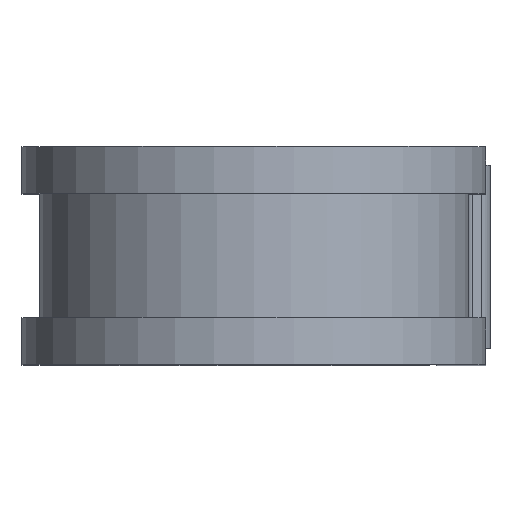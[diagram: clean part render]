
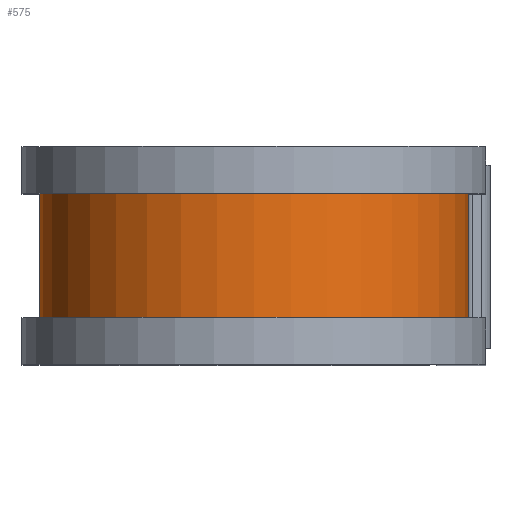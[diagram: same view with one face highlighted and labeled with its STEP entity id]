
A CAD part, top view. The second image highlights one B-rep face of the part: STEP entity #575.
In plain terms, the highlighted cylindrical face has radius 18.618 mm (diameter 37.236 mm), a partial arc.
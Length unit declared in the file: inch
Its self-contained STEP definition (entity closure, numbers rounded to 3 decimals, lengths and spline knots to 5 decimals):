
#48 = AXIS2_PLACEMENT_3D ( 'NONE', #1141, #190, #1313 ) ;
#64 = FACE_OUTER_BOUND ( 'NONE', #123, .T. ) ;
#65 = CIRCLE ( 'NONE', #48, 0.733 ) ;
#68 = DIRECTION ( 'NONE',  ( 0., -1., 0. ) ) ;
#123 = EDGE_LOOP ( 'NONE', ( #1455, #1650, #829, #2018 ) ) ;
#190 = DIRECTION ( 'NONE',  ( 0., -1., 0. ) ) ;
#309 = AXIS2_PLACEMENT_3D ( 'NONE', #1781, #68, #1394 ) ;
#357 = CARTESIAN_POINT ( 'NONE',  ( 0.733, 0.3125, 1.25 ) ) ;
#499 = CARTESIAN_POINT ( 'NONE',  ( 0., -0.2125, 1.25 ) ) ;
#563 = VERTEX_POINT ( 'NONE', #1914 ) ;
#572 = CARTESIAN_POINT ( 'NONE',  ( 0.733, -0.2125, 1.25 ) ) ;
#575 = ADVANCED_FACE ( 'NONE', ( #64 ), #1640, .T. ) ;
#654 = DIRECTION ( 'NONE',  ( 0., 0., -1. ) ) ;
#668 = CARTESIAN_POINT ( 'NONE',  ( -0.733, 0.3125, 1.25 ) ) ;
#681 = VERTEX_POINT ( 'NONE', #1410 ) ;
#703 = VERTEX_POINT ( 'NONE', #1420 ) ;
#724 = VERTEX_POINT ( 'NONE', #572 ) ;
#829 = ORIENTED_EDGE ( 'NONE', *, *, #1200, .T. ) ;
#900 = LINE ( 'NONE', #668, #966 ) ;
#966 = VECTOR ( 'NONE', #1872, 39.37008 ) ;
#969 = EDGE_CURVE ( 'NONE', #724, #563, #1500, .T. ) ;
#985 = VECTOR ( 'NONE', #1249, 39.37008 ) ;
#1012 = EDGE_CURVE ( 'NONE', #703, #724, #1050, .T. ) ;
#1050 = LINE ( 'NONE', #357, #985 ) ;
#1141 = CARTESIAN_POINT ( 'NONE',  ( 0., 0.2125, 1.25 ) ) ;
#1200 = EDGE_CURVE ( 'NONE', #681, #563, #900, .T. ) ;
#1249 = DIRECTION ( 'NONE',  ( 0., -1., 0. ) ) ;
#1313 = DIRECTION ( 'NONE',  ( 0., 0., -1. ) ) ;
#1355 = AXIS2_PLACEMENT_3D ( 'NONE', #499, #1656, #654 ) ;
#1394 = DIRECTION ( 'NONE',  ( 0., 0., -1. ) ) ;
#1410 = CARTESIAN_POINT ( 'NONE',  ( -0.733, 0.2125, 1.25 ) ) ;
#1420 = CARTESIAN_POINT ( 'NONE',  ( 0.733, 0.2125, 1.25 ) ) ;
#1455 = ORIENTED_EDGE ( 'NONE', *, *, #1012, .F. ) ;
#1460 = EDGE_CURVE ( 'NONE', #703, #681, #65, .T. ) ;
#1500 = CIRCLE ( 'NONE', #1355, 0.733 ) ;
#1640 = CYLINDRICAL_SURFACE ( 'NONE', #309, 0.733 ) ;
#1650 = ORIENTED_EDGE ( 'NONE', *, *, #1460, .T. ) ;
#1656 = DIRECTION ( 'NONE',  ( 0., -1., 0. ) ) ;
#1781 = CARTESIAN_POINT ( 'NONE',  ( 0., 0.3125, 1.25 ) ) ;
#1872 = DIRECTION ( 'NONE',  ( 0., -1., 0. ) ) ;
#1914 = CARTESIAN_POINT ( 'NONE',  ( -0.733, -0.2125, 1.25 ) ) ;
#2018 = ORIENTED_EDGE ( 'NONE', *, *, #969, .F. ) ;
